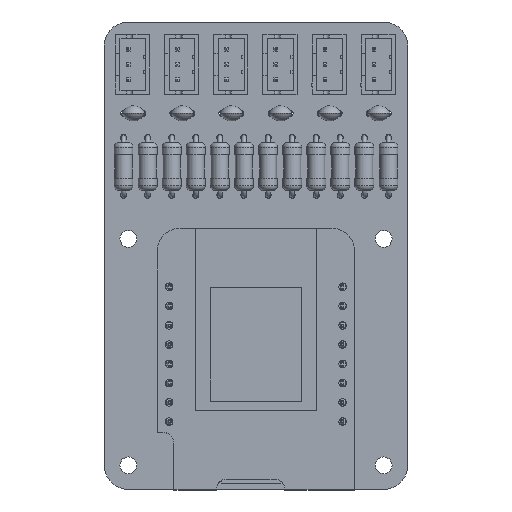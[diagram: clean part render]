
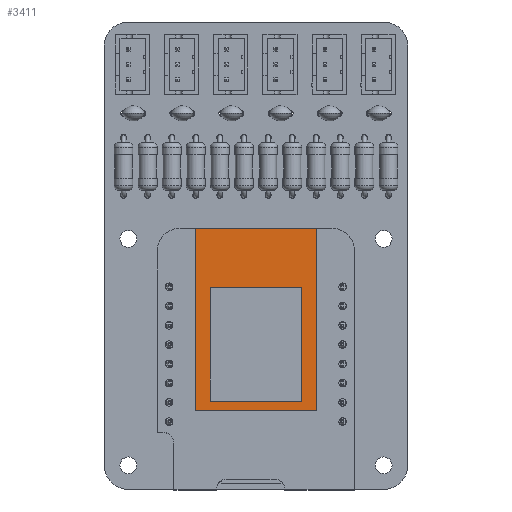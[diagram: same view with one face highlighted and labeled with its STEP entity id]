
A CAD part, top view. The second image highlights one B-rep face of the part: STEP entity #3411.
In plain terms, the highlighted planar face has unit normal (0, 0, 1).
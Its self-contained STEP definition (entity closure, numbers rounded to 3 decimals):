
#665 = PLANE('',#666);
#666 = AXIS2_PLACEMENT_3D('',#667,#668,#669);
#667 = CARTESIAN_POINT('',(19.42,-16.27,11.1));
#668 = DIRECTION('',(-1.,0.,0.));
#669 = DIRECTION('',(0.,1.,0.));
#693 = PLANE('',#694);
#694 = AXIS2_PLACEMENT_3D('',#695,#696,#697);
#695 = CARTESIAN_POINT('',(3.42,-16.27,11.1));
#696 = DIRECTION('',(0.,1.,0.));
#697 = DIRECTION('',(1.,0.,0.));
#721 = PLANE('',#722);
#722 = AXIS2_PLACEMENT_3D('',#723,#724,#725);
#723 = CARTESIAN_POINT('',(3.42,7.73,11.1));
#724 = DIRECTION('',(1.,0.,0.));
#725 = DIRECTION('',(0.,-1.,0.));
#2162 = PLANE('',#2163);
#2163 = AXIS2_PLACEMENT_3D('',#2164,#2165,#2166);
#2164 = CARTESIAN_POINT('',(19.42,7.73,11.1));
#2165 = DIRECTION('',(0.,-1.,0.));
#2166 = DIRECTION('',(-1.,0.,0.));
#2200 = VERTEX_POINT('',#2201);
#2201 = CARTESIAN_POINT('',(3.42,7.73,12.3));
#2222 = EDGE_CURVE('',#2200,#2223,#2225,.T.);
#2223 = VERTEX_POINT('',#2224);
#2224 = CARTESIAN_POINT('',(3.42,-16.27,12.3));
#2225 = SURFACE_CURVE('',#2226,(#2230,#2237),.PCURVE_S1.);
#2226 = LINE('',#2227,#2228);
#2227 = CARTESIAN_POINT('',(3.42,7.73,12.3));
#2228 = VECTOR('',#2229,1.);
#2229 = DIRECTION('',(0.,-1.,0.));
#2230 = PCURVE('',#721,#2231);
#2231 = DEFINITIONAL_REPRESENTATION('',(#2232),#2236);
#2232 = LINE('',#2233,#2234);
#2233 = CARTESIAN_POINT('',(0.,-1.2));
#2234 = VECTOR('',#2235,1.);
#2235 = DIRECTION('',(1.,0.));
#2236 = ( GEOMETRIC_REPRESENTATION_CONTEXT(2) 
PARAMETRIC_REPRESENTATION_CONTEXT() REPRESENTATION_CONTEXT('2D SPACE',''
  ) );
#2237 = PCURVE('',#2238,#2243);
#2238 = PLANE('',#2239);
#2239 = AXIS2_PLACEMENT_3D('',#2240,#2241,#2242);
#2240 = CARTESIAN_POINT('',(11.42,-4.27,12.3));
#2241 = DIRECTION('',(0.,0.,1.));
#2242 = DIRECTION('',(1.,0.,0.));
#2243 = DEFINITIONAL_REPRESENTATION('',(#2244),#2248);
#2244 = LINE('',#2245,#2246);
#2245 = CARTESIAN_POINT('',(-8.,12.));
#2246 = VECTOR('',#2247,1.);
#2247 = DIRECTION('',(0.,-1.));
#2248 = ( GEOMETRIC_REPRESENTATION_CONTEXT(2) 
PARAMETRIC_REPRESENTATION_CONTEXT() REPRESENTATION_CONTEXT('2D SPACE',''
  ) );
#2276 = EDGE_CURVE('',#2223,#2277,#2279,.T.);
#2277 = VERTEX_POINT('',#2278);
#2278 = CARTESIAN_POINT('',(19.42,-16.27,12.3));
#2279 = SURFACE_CURVE('',#2280,(#2284,#2291),.PCURVE_S1.);
#2280 = LINE('',#2281,#2282);
#2281 = CARTESIAN_POINT('',(3.42,-16.27,12.3));
#2282 = VECTOR('',#2283,1.);
#2283 = DIRECTION('',(1.,0.,0.));
#2284 = PCURVE('',#693,#2285);
#2285 = DEFINITIONAL_REPRESENTATION('',(#2286),#2290);
#2286 = LINE('',#2287,#2288);
#2287 = CARTESIAN_POINT('',(0.,-1.2));
#2288 = VECTOR('',#2289,1.);
#2289 = DIRECTION('',(1.,0.));
#2290 = ( GEOMETRIC_REPRESENTATION_CONTEXT(2) 
PARAMETRIC_REPRESENTATION_CONTEXT() REPRESENTATION_CONTEXT('2D SPACE',''
  ) );
#2291 = PCURVE('',#2238,#2292);
#2292 = DEFINITIONAL_REPRESENTATION('',(#2293),#2297);
#2293 = LINE('',#2294,#2295);
#2294 = CARTESIAN_POINT('',(-8.,-12.));
#2295 = VECTOR('',#2296,1.);
#2296 = DIRECTION('',(1.,0.));
#2297 = ( GEOMETRIC_REPRESENTATION_CONTEXT(2) 
PARAMETRIC_REPRESENTATION_CONTEXT() REPRESENTATION_CONTEXT('2D SPACE',''
  ) );
#2325 = EDGE_CURVE('',#2277,#2326,#2328,.T.);
#2326 = VERTEX_POINT('',#2327);
#2327 = CARTESIAN_POINT('',(19.42,7.73,12.3));
#2328 = SURFACE_CURVE('',#2329,(#2333,#2340),.PCURVE_S1.);
#2329 = LINE('',#2330,#2331);
#2330 = CARTESIAN_POINT('',(19.42,-16.27,12.3));
#2331 = VECTOR('',#2332,1.);
#2332 = DIRECTION('',(0.,1.,0.));
#2333 = PCURVE('',#665,#2334);
#2334 = DEFINITIONAL_REPRESENTATION('',(#2335),#2339);
#2335 = LINE('',#2336,#2337);
#2336 = CARTESIAN_POINT('',(0.,-1.2));
#2337 = VECTOR('',#2338,1.);
#2338 = DIRECTION('',(1.,0.));
#2339 = ( GEOMETRIC_REPRESENTATION_CONTEXT(2) 
PARAMETRIC_REPRESENTATION_CONTEXT() REPRESENTATION_CONTEXT('2D SPACE',''
  ) );
#2340 = PCURVE('',#2238,#2341);
#2341 = DEFINITIONAL_REPRESENTATION('',(#2342),#2346);
#2342 = LINE('',#2343,#2344);
#2343 = CARTESIAN_POINT('',(8.,-12.));
#2344 = VECTOR('',#2345,1.);
#2345 = DIRECTION('',(0.,1.));
#2346 = ( GEOMETRIC_REPRESENTATION_CONTEXT(2) 
PARAMETRIC_REPRESENTATION_CONTEXT() REPRESENTATION_CONTEXT('2D SPACE',''
  ) );
#3389 = EDGE_CURVE('',#2326,#2200,#3390,.T.);
#3390 = SURFACE_CURVE('',#3391,(#3395,#3402),.PCURVE_S1.);
#3391 = LINE('',#3392,#3393);
#3392 = CARTESIAN_POINT('',(19.42,7.73,12.3));
#3393 = VECTOR('',#3394,1.);
#3394 = DIRECTION('',(-1.,0.,0.));
#3395 = PCURVE('',#2162,#3396);
#3396 = DEFINITIONAL_REPRESENTATION('',(#3397),#3401);
#3397 = LINE('',#3398,#3399);
#3398 = CARTESIAN_POINT('',(0.,-1.2));
#3399 = VECTOR('',#3400,1.);
#3400 = DIRECTION('',(1.,0.));
#3401 = ( GEOMETRIC_REPRESENTATION_CONTEXT(2) 
PARAMETRIC_REPRESENTATION_CONTEXT() REPRESENTATION_CONTEXT('2D SPACE',''
  ) );
#3402 = PCURVE('',#2238,#3403);
#3403 = DEFINITIONAL_REPRESENTATION('',(#3404),#3408);
#3404 = LINE('',#3405,#3406);
#3405 = CARTESIAN_POINT('',(8.,12.));
#3406 = VECTOR('',#3407,1.);
#3407 = DIRECTION('',(-1.,0.));
#3408 = ( GEOMETRIC_REPRESENTATION_CONTEXT(2) 
PARAMETRIC_REPRESENTATION_CONTEXT() REPRESENTATION_CONTEXT('2D SPACE',''
  ) );
#3411 = ADVANCED_FACE('',(#3412,#3418),#2238,.T.);
#3412 = FACE_BOUND('',#3413,.T.);
#3413 = EDGE_LOOP('',(#3414,#3415,#3416,#3417));
#3414 = ORIENTED_EDGE('',*,*,#2276,.T.);
#3415 = ORIENTED_EDGE('',*,*,#2325,.T.);
#3416 = ORIENTED_EDGE('',*,*,#3389,.T.);
#3417 = ORIENTED_EDGE('',*,*,#2222,.T.);
#3418 = FACE_BOUND('',#3419,.T.);
#3419 = EDGE_LOOP('',(#3420,#3450,#3478,#3506));
#3420 = ORIENTED_EDGE('',*,*,#3421,.F.);
#3421 = EDGE_CURVE('',#3422,#3424,#3426,.T.);
#3422 = VERTEX_POINT('',#3423);
#3423 = CARTESIAN_POINT('',(5.42,-15.07,12.3));
#3424 = VERTEX_POINT('',#3425);
#3425 = CARTESIAN_POINT('',(17.42,-15.07,12.3));
#3426 = SURFACE_CURVE('',#3427,(#3431,#3438),.PCURVE_S1.);
#3427 = LINE('',#3428,#3429);
#3428 = CARTESIAN_POINT('',(5.42,-15.07,12.3));
#3429 = VECTOR('',#3430,1.);
#3430 = DIRECTION('',(1.,0.,0.));
#3431 = PCURVE('',#2238,#3432);
#3432 = DEFINITIONAL_REPRESENTATION('',(#3433),#3437);
#3433 = LINE('',#3434,#3435);
#3434 = CARTESIAN_POINT('',(-6.,-10.8));
#3435 = VECTOR('',#3436,1.);
#3436 = DIRECTION('',(1.,0.));
#3437 = ( GEOMETRIC_REPRESENTATION_CONTEXT(2) 
PARAMETRIC_REPRESENTATION_CONTEXT() REPRESENTATION_CONTEXT('2D SPACE',''
  ) );
#3438 = PCURVE('',#3439,#3444);
#3439 = PLANE('',#3440);
#3440 = AXIS2_PLACEMENT_3D('',#3441,#3442,#3443);
#3441 = CARTESIAN_POINT('',(5.42,-15.07,12.3));
#3442 = DIRECTION('',(0.,1.,0.));
#3443 = DIRECTION('',(1.,0.,0.));
#3444 = DEFINITIONAL_REPRESENTATION('',(#3445),#3449);
#3445 = LINE('',#3446,#3447);
#3446 = CARTESIAN_POINT('',(0.,0.));
#3447 = VECTOR('',#3448,1.);
#3448 = DIRECTION('',(1.,0.));
#3449 = ( GEOMETRIC_REPRESENTATION_CONTEXT(2) 
PARAMETRIC_REPRESENTATION_CONTEXT() REPRESENTATION_CONTEXT('2D SPACE',''
  ) );
#3450 = ORIENTED_EDGE('',*,*,#3451,.F.);
#3451 = EDGE_CURVE('',#3452,#3422,#3454,.T.);
#3452 = VERTEX_POINT('',#3453);
#3453 = CARTESIAN_POINT('',(5.42,-0.07,12.3));
#3454 = SURFACE_CURVE('',#3455,(#3459,#3466),.PCURVE_S1.);
#3455 = LINE('',#3456,#3457);
#3456 = CARTESIAN_POINT('',(5.42,-0.07,12.3));
#3457 = VECTOR('',#3458,1.);
#3458 = DIRECTION('',(0.,-1.,0.));
#3459 = PCURVE('',#2238,#3460);
#3460 = DEFINITIONAL_REPRESENTATION('',(#3461),#3465);
#3461 = LINE('',#3462,#3463);
#3462 = CARTESIAN_POINT('',(-6.,4.2));
#3463 = VECTOR('',#3464,1.);
#3464 = DIRECTION('',(0.,-1.));
#3465 = ( GEOMETRIC_REPRESENTATION_CONTEXT(2) 
PARAMETRIC_REPRESENTATION_CONTEXT() REPRESENTATION_CONTEXT('2D SPACE',''
  ) );
#3466 = PCURVE('',#3467,#3472);
#3467 = PLANE('',#3468);
#3468 = AXIS2_PLACEMENT_3D('',#3469,#3470,#3471);
#3469 = CARTESIAN_POINT('',(5.42,-0.07,12.3));
#3470 = DIRECTION('',(1.,0.,0.));
#3471 = DIRECTION('',(0.,-1.,0.));
#3472 = DEFINITIONAL_REPRESENTATION('',(#3473),#3477);
#3473 = LINE('',#3474,#3475);
#3474 = CARTESIAN_POINT('',(0.,0.));
#3475 = VECTOR('',#3476,1.);
#3476 = DIRECTION('',(1.,0.));
#3477 = ( GEOMETRIC_REPRESENTATION_CONTEXT(2) 
PARAMETRIC_REPRESENTATION_CONTEXT() REPRESENTATION_CONTEXT('2D SPACE',''
  ) );
#3478 = ORIENTED_EDGE('',*,*,#3479,.F.);
#3479 = EDGE_CURVE('',#3480,#3452,#3482,.T.);
#3480 = VERTEX_POINT('',#3481);
#3481 = CARTESIAN_POINT('',(17.42,-0.07,12.3));
#3482 = SURFACE_CURVE('',#3483,(#3487,#3494),.PCURVE_S1.);
#3483 = LINE('',#3484,#3485);
#3484 = CARTESIAN_POINT('',(17.42,-0.07,12.3));
#3485 = VECTOR('',#3486,1.);
#3486 = DIRECTION('',(-1.,0.,0.));
#3487 = PCURVE('',#2238,#3488);
#3488 = DEFINITIONAL_REPRESENTATION('',(#3489),#3493);
#3489 = LINE('',#3490,#3491);
#3490 = CARTESIAN_POINT('',(6.,4.2));
#3491 = VECTOR('',#3492,1.);
#3492 = DIRECTION('',(-1.,0.));
#3493 = ( GEOMETRIC_REPRESENTATION_CONTEXT(2) 
PARAMETRIC_REPRESENTATION_CONTEXT() REPRESENTATION_CONTEXT('2D SPACE',''
  ) );
#3494 = PCURVE('',#3495,#3500);
#3495 = PLANE('',#3496);
#3496 = AXIS2_PLACEMENT_3D('',#3497,#3498,#3499);
#3497 = CARTESIAN_POINT('',(17.42,-0.07,12.3));
#3498 = DIRECTION('',(0.,-1.,0.));
#3499 = DIRECTION('',(-1.,0.,0.));
#3500 = DEFINITIONAL_REPRESENTATION('',(#3501),#3505);
#3501 = LINE('',#3502,#3503);
#3502 = CARTESIAN_POINT('',(0.,0.));
#3503 = VECTOR('',#3504,1.);
#3504 = DIRECTION('',(1.,0.));
#3505 = ( GEOMETRIC_REPRESENTATION_CONTEXT(2) 
PARAMETRIC_REPRESENTATION_CONTEXT() REPRESENTATION_CONTEXT('2D SPACE',''
  ) );
#3506 = ORIENTED_EDGE('',*,*,#3507,.F.);
#3507 = EDGE_CURVE('',#3424,#3480,#3508,.T.);
#3508 = SURFACE_CURVE('',#3509,(#3513,#3520),.PCURVE_S1.);
#3509 = LINE('',#3510,#3511);
#3510 = CARTESIAN_POINT('',(17.42,-15.07,12.3));
#3511 = VECTOR('',#3512,1.);
#3512 = DIRECTION('',(0.,1.,0.));
#3513 = PCURVE('',#2238,#3514);
#3514 = DEFINITIONAL_REPRESENTATION('',(#3515),#3519);
#3515 = LINE('',#3516,#3517);
#3516 = CARTESIAN_POINT('',(6.,-10.8));
#3517 = VECTOR('',#3518,1.);
#3518 = DIRECTION('',(0.,1.));
#3519 = ( GEOMETRIC_REPRESENTATION_CONTEXT(2) 
PARAMETRIC_REPRESENTATION_CONTEXT() REPRESENTATION_CONTEXT('2D SPACE',''
  ) );
#3520 = PCURVE('',#3521,#3526);
#3521 = PLANE('',#3522);
#3522 = AXIS2_PLACEMENT_3D('',#3523,#3524,#3525);
#3523 = CARTESIAN_POINT('',(17.42,-15.07,12.3));
#3524 = DIRECTION('',(-1.,0.,0.));
#3525 = DIRECTION('',(0.,1.,0.));
#3526 = DEFINITIONAL_REPRESENTATION('',(#3527),#3531);
#3527 = LINE('',#3528,#3529);
#3528 = CARTESIAN_POINT('',(0.,0.));
#3529 = VECTOR('',#3530,1.);
#3530 = DIRECTION('',(1.,0.));
#3531 = ( GEOMETRIC_REPRESENTATION_CONTEXT(2) 
PARAMETRIC_REPRESENTATION_CONTEXT() REPRESENTATION_CONTEXT('2D SPACE',''
  ) );
